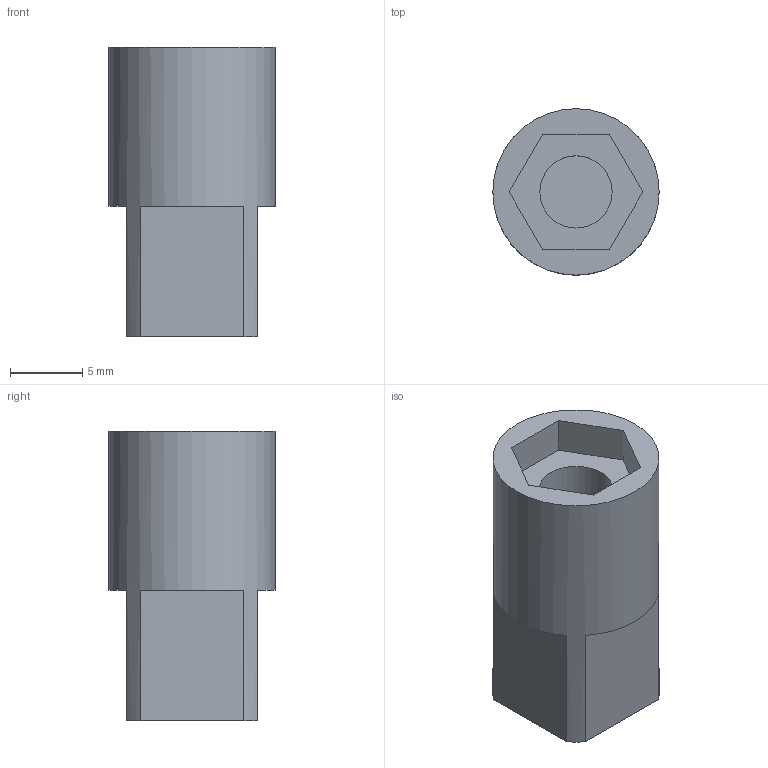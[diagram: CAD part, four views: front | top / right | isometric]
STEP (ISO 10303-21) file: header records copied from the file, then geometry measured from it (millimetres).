
FILE_DESCRIPTION(/* description */ (''),/* implementation_level */ '2;1');
FILE_NAME(/* name */ 'z_motor_tool.step',/* time_stamp */ '2019-07-21T15:31:02+02:00',/* author */ (''),/* organization */ (''),/* preprocessor_version */ 'ST-DEVELOPER v18',/* originating_system */ 'Autodesk Translation Framework v8.2.0.1029',/* authorisation */ '');
FILE_SCHEMA (('AUTOMOTIVE_DESIGN { 1 0 10303 214 3 1 1 }'));
Length unit declared in the file: millimetre
Products named in the file (1): z_motor_tool
Bounding box: 11.5 x 11.5 x 20 mm (x, y, z)
Volume: 1630.5 mm3; surface area: 1049.8 mm2
Topology: 1 solids, 1 shells, 20 faces, 51 edges, 35 vertices
Faces by surface type: plane 18, cylinder 2
Full cylindrical faces by diameter (mm): 5 x1, 11.5 x1
Entity records: 654 total; most frequent: DIRECTION 108, CARTESIAN_POINT 107, ORIENTED_EDGE 102, EDGE_CURVE 51, LINE 36, VECTOR 36, AXIS2_PLACEMENT_3D 36, VERTEX_POINT 35
